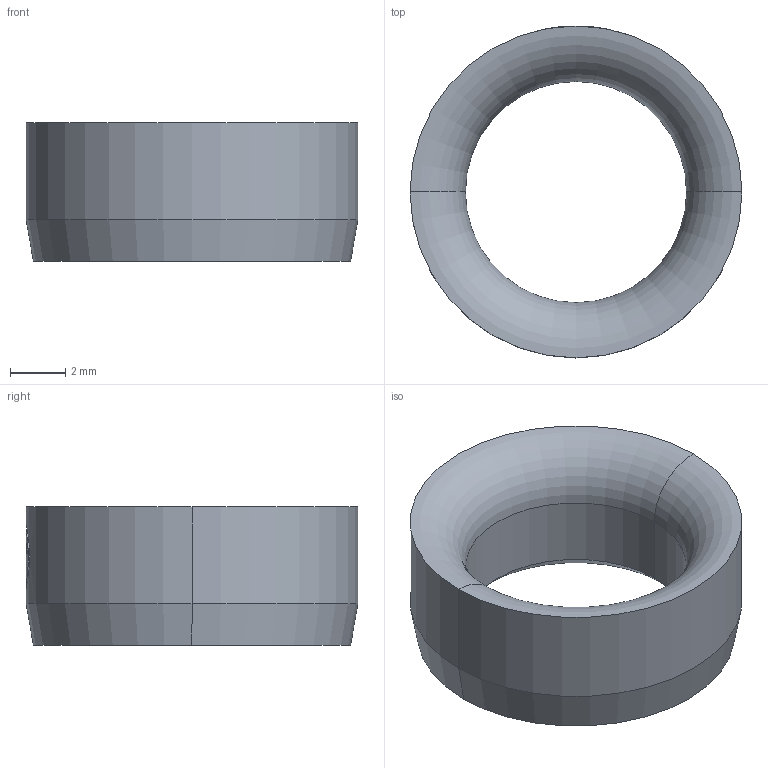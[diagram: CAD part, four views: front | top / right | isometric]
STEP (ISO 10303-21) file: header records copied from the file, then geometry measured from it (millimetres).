
FILE_DESCRIPTION (( 'STEP AP214' ), '1' );
FILE_NAME ('JHA JHAM-d8-L5.step', '2021-10-12T05:41:04', ( 'User' ), ( 'china' ), 'SwSTEP 2.0', 'SolidWorks 2016', '' );
FILE_SCHEMA (( 'AUTOMOTIVE_DESIGN' ));
Length unit declared in the file: millimetre
Products named in the file (1): JHA JHAM-d8-L5
Bounding box: 12 x 12 x 5 mm (x, y, z)
Volume: 279.3 mm3; surface area: 404.9 mm2
Topology: 1 solids, 1 shells, 31 faces, 76 edges, 48 vertices
Faces by surface type: cylinder 16, plane 9, cone 4, torus 2
Entity records: 1102 total; most frequent: CARTESIAN_POINT 368, ORIENTED_EDGE 152, DIRECTION 134, EDGE_CURVE 76, AXIS2_PLACEMENT_3D 50, VERTEX_POINT 48, LINE 34, VECTOR 34
